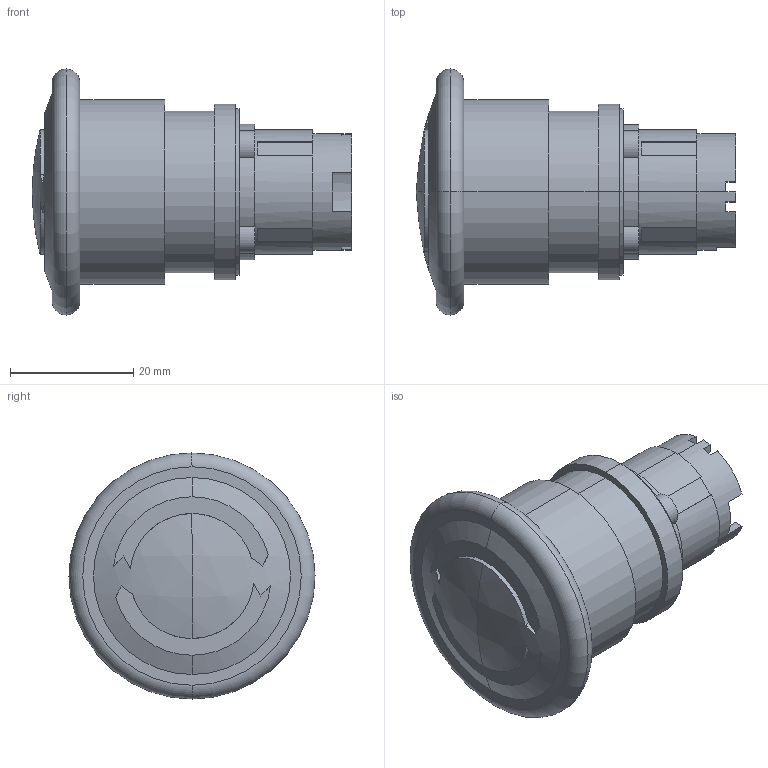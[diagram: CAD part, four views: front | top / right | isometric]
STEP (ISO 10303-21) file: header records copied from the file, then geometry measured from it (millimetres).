
FILE_DESCRIPTION(('starvars output'),'2;1');
FILE_NAME('ZB5AC3_3D.stp','12:01:33 2020/03/31',( 'Thomas Industrial Network Germany GmbH'),( 'Thomas Industrial Network Germany GmbH'),'unknown preprocess','ACIS' ,'unknown authorization');
FILE_SCHEMA(('AUTOMOTIVE_DESIGN_CC2 {UNKNOWN IMPLEMENTATION LEVEL}'));
Length unit declared in the file: millimetre
Products named in the file (1): PRODUCT_ID_17
Bounding box: 51.9 x 40 x 40 mm (x, y, z)
Volume: 28012.8 mm3; surface area: 6840.8 mm2
Topology: 1 solids, 1 shells, 87 faces, 226 edges, 149 vertices
Faces by surface type: plane 55, cylinder 26, torus 4, sphere 2
Entity records: 3130 total; most frequent: ORIENTED_EDGE 452, CARTESIAN_POINT 421, DIRECTION 350, EDGE_CURVE 226, VERTEX_POINT 149, AXIS2_PLACEMENT_3D 118, VECTOR 114, LINE 114
